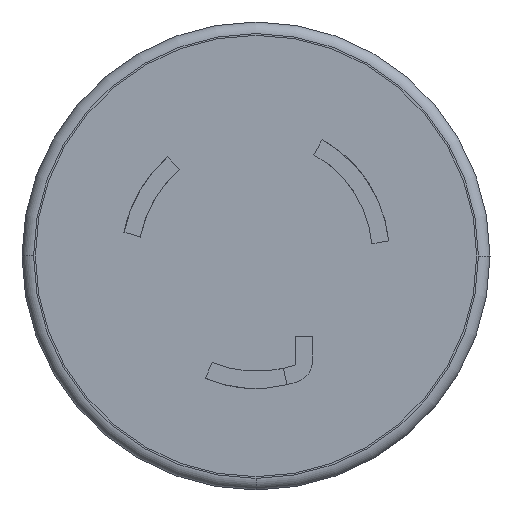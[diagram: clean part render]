
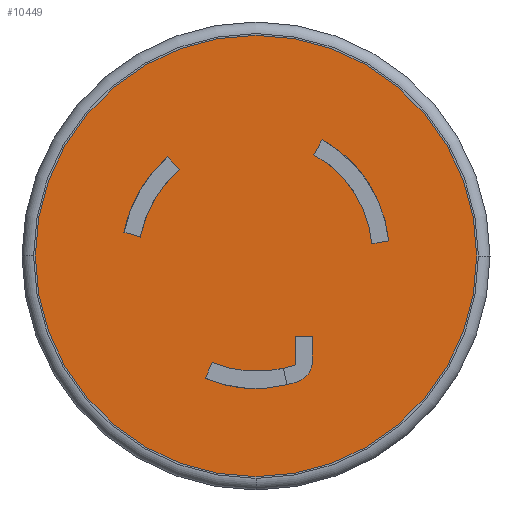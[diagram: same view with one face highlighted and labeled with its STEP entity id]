
A CAD part, left-side view. The second image highlights one B-rep face of the part: STEP entity #10449.
In plain terms, the highlighted face is planar.
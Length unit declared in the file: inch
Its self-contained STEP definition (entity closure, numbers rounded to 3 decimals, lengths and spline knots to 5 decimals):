
#159 = CARTESIAN_POINT ( 'NONE',  ( 0.26741, -0.30422, 0. ) ) ;
#173 = DIRECTION ( 'NONE',  ( 1., 0., 0. ) ) ;
#275 = ORIENTED_EDGE ( 'NONE', *, *, #5216, .F. ) ;
#349 = EDGE_CURVE ( 'NONE', #10289, #2109, #543, .T. ) ;
#462 = CARTESIAN_POINT ( 'NONE',  ( -0.10855, 0.4516, 0. ) ) ;
#543 = LINE ( 'NONE', #1346, #7667 ) ;
#685 = ORIENTED_EDGE ( 'NONE', *, *, #2794, .T. ) ;
#818 = EDGE_CURVE ( 'NONE', #9770, #10289, #6721, .T. ) ;
#905 = CARTESIAN_POINT ( 'NONE',  ( -0.00377, -0.02129, 0. ) ) ;
#1106 = ORIENTED_EDGE ( 'NONE', *, *, #10299, .F. ) ;
#1114 = CARTESIAN_POINT ( 'NONE',  ( -0.0958, 0.39403, 0. ) ) ;
#1346 = CARTESIAN_POINT ( 'NONE',  ( 0.17754, 0.42879, 0. ) ) ;
#1448 = ORIENTED_EDGE ( 'NONE', *, *, #3622, .F. ) ;
#1484 = CARTESIAN_POINT ( 'NONE',  ( 0.17754, 0.42879, 0. ) ) ;
#1507 = LINE ( 'NONE', #12967, #3776 ) ;
#1528 = VERTEX_POINT ( 'NONE', #462 ) ;
#1557 = AXIS2_PLACEMENT_3D ( 'NONE', #9554, #7348, #173 ) ;
#1932 = CARTESIAN_POINT ( 'NONE',  ( 0., 0., 0. ) ) ;
#2109 = VERTEX_POINT ( 'NONE', #1484 ) ;
#2117 = AXIS2_PLACEMENT_3D ( 'NONE', #3846, #12092, #4842 ) ;
#2330 = DIRECTION ( 'NONE',  ( 0., 0., -1. ) ) ;
#2403 = VERTEX_POINT ( 'NONE', #12882 ) ;
#2633 = CIRCLE ( 'NONE', #8228, 0.42494 ) ;
#2642 = ORIENTED_EDGE ( 'NONE', *, *, #12245, .F. ) ;
#2794 = EDGE_CURVE ( 'NONE', #2403, #8610, #9438, .T. ) ;
#2962 = VERTEX_POINT ( 'NONE', #3760 ) ;
#3079 = DIRECTION ( 'NONE',  ( 0.692, -0.721, 0. ) ) ;
#3294 = EDGE_LOOP ( 'NONE', ( #4504, #685 ) ) ;
#3385 = AXIS2_PLACEMENT_3D ( 'NONE', #1932, #13192, #6028 ) ;
#3622 = EDGE_CURVE ( 'NONE', #9099, #5852, #2633, .T. ) ;
#3657 = CARTESIAN_POINT ( 'NONE',  ( 0.30885, -0.34739, 0. ) ) ;
#3760 = CARTESIAN_POINT ( 'NONE',  ( 0.43761, -0.16664, 0. ) ) ;
#3776 = VECTOR ( 'NONE', #11903, 39.37008 ) ;
#3846 = CARTESIAN_POINT ( 'NONE',  ( 0., 0., 0. ) ) ;
#4168 = LINE ( 'NONE', #159, #4243 ) ;
#4243 = VECTOR ( 'NONE', #3079, 39.37008 ) ;
#4330 = ORIENTED_EDGE ( 'NONE', *, *, #12343, .T. ) ;
#4423 = CIRCLE ( 'NONE', #9562, 0.47973 ) ;
#4504 = ORIENTED_EDGE ( 'NONE', *, *, #11183, .T. ) ;
#4842 = DIRECTION ( 'NONE',  ( 1., 0., 0. ) ) ;
#4950 = PLANE ( 'NONE',  #3385 ) ;
#5116 = CARTESIAN_POINT ( 'NONE',  ( 0.38212, -0.14412, 0. ) ) ;
#5216 = EDGE_CURVE ( 'NONE', #7419, #2962, #4423, .T. ) ;
#5417 = DIRECTION ( 'NONE',  ( 1., 0., 0. ) ) ;
#5852 = VERTEX_POINT ( 'NONE', #10182 ) ;
#5924 = LINE ( 'NONE', #5116, #8706 ) ;
#6028 = DIRECTION ( 'NONE',  ( -1., 0., 0. ) ) ;
#6152 = FACE_BOUND ( 'NONE', #9832, .T. ) ;
#6332 = DIRECTION ( 'NONE',  ( 1., 0., 0. ) ) ;
#6721 = CIRCLE ( 'NONE', #12499, 0.42539 ) ;
#7106 = FACE_BOUND ( 'NONE', #11998, .T. ) ;
#7348 = DIRECTION ( 'NONE',  ( 0., 0., 1. ) ) ;
#7419 = VERTEX_POINT ( 'NONE', #3657 ) ;
#7485 = DIRECTION ( 'NONE',  ( 0., 0., 1. ) ) ;
#7634 = CARTESIAN_POINT ( 'NONE',  ( -0.01127, 0.01657, 0. ) ) ;
#7667 = VECTOR ( 'NONE', #8596, 39.37008 ) ;
#7956 = DIRECTION ( 'NONE',  ( 0.927, -0.376, 0. ) ) ;
#7970 = DIRECTION ( 'NONE',  ( -1., 0., 0. ) ) ;
#8228 = AXIS2_PLACEMENT_3D ( 'NONE', #7634, #2330, #5417 ) ;
#8596 = DIRECTION ( 'NONE',  ( 0.389, 0.921, 0. ) ) ;
#8610 = VERTEX_POINT ( 'NONE', #11728 ) ;
#8690 = ORIENTED_EDGE ( 'NONE', *, *, #12422, .F. ) ;
#8706 = VECTOR ( 'NONE', #7956, 39.37008 ) ;
#8761 = CIRCLE ( 'NONE', #2117, 0.77362 ) ;
#8989 = FACE_OUTER_BOUND ( 'NONE', #3294, .T. ) ;
#9076 = CARTESIAN_POINT ( 'NONE',  ( 0.38212, -0.14412, 0. ) ) ;
#9099 = VERTEX_POINT ( 'NONE', #9076 ) ;
#9145 = CIRCLE ( 'NONE', #10000, 0.45559 ) ;
#9438 = CIRCLE ( 'NONE', #1557, 0.77362 ) ;
#9554 = CARTESIAN_POINT ( 'NONE',  ( 0., 0., 0. ) ) ;
#9562 = AXIS2_PLACEMENT_3D ( 'NONE', #13267, #10111, #12005 ) ;
#9770 = VERTEX_POINT ( 'NONE', #1114 ) ;
#9832 = EDGE_LOOP ( 'NONE', ( #4330, #275, #1106, #1448 ) ) ;
#10000 = AXIS2_PLACEMENT_3D ( 'NONE', #11494, #7485, #6332 ) ;
#10026 = ORIENTED_EDGE ( 'NONE', *, *, #818, .F. ) ;
#10077 = ORIENTED_EDGE ( 'NONE', *, *, #349, .F. ) ;
#10111 = DIRECTION ( 'NONE',  ( 0., 0., 1. ) ) ;
#10182 = CARTESIAN_POINT ( 'NONE',  ( 0.26741, -0.30422, 0. ) ) ;
#10289 = VERTEX_POINT ( 'NONE', #12436 ) ;
#10299 = EDGE_CURVE ( 'NONE', #5852, #7419, #4168, .T. ) ;
#10449 = ADVANCED_FACE ( 'NONE', ( #7106, #8989, #6152 ), #4950, .F. ) ;
#11183 = EDGE_CURVE ( 'NONE', #8610, #2403, #8761, .T. ) ;
#11494 = CARTESIAN_POINT ( 'NONE',  ( 0.00012, 0.00916, 0. ) ) ;
#11728 = CARTESIAN_POINT ( 'NONE',  ( 0.77362, 0., 0. ) ) ;
#11859 = DIRECTION ( 'NONE',  ( 0., 0., -1. ) ) ;
#11903 = DIRECTION ( 'NONE',  ( 0.216, -0.976, 0. ) ) ;
#11998 = EDGE_LOOP ( 'NONE', ( #8690, #10077, #10026, #2642 ) ) ;
#12005 = DIRECTION ( 'NONE',  ( -1., 0., 0. ) ) ;
#12092 = DIRECTION ( 'NONE',  ( 0., 0., 1. ) ) ;
#12245 = EDGE_CURVE ( 'NONE', #1528, #9770, #1507, .T. ) ;
#12343 = EDGE_CURVE ( 'NONE', #9099, #2962, #5924, .T. ) ;
#12422 = EDGE_CURVE ( 'NONE', #2109, #1528, #9145, .T. ) ;
#12436 = CARTESIAN_POINT ( 'NONE',  ( 0.15424, 0.37367, 0. ) ) ;
#12499 = AXIS2_PLACEMENT_3D ( 'NONE', #905, #11859, #7970 ) ;
#12882 = CARTESIAN_POINT ( 'NONE',  ( -0.77362, 0., 0. ) ) ;
#12967 = CARTESIAN_POINT ( 'NONE',  ( -0.10855, 0.4516, 0. ) ) ;
#13192 = DIRECTION ( 'NONE',  ( 0., 0., -1. ) ) ;
#13267 = CARTESIAN_POINT ( 'NONE',  ( -0.00691, 0.01376, 0. ) ) ;
